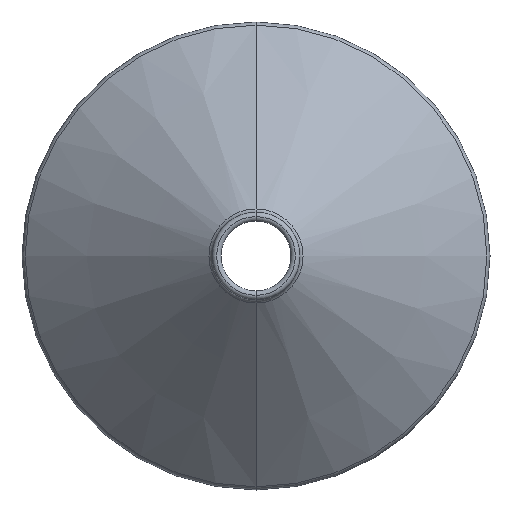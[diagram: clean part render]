
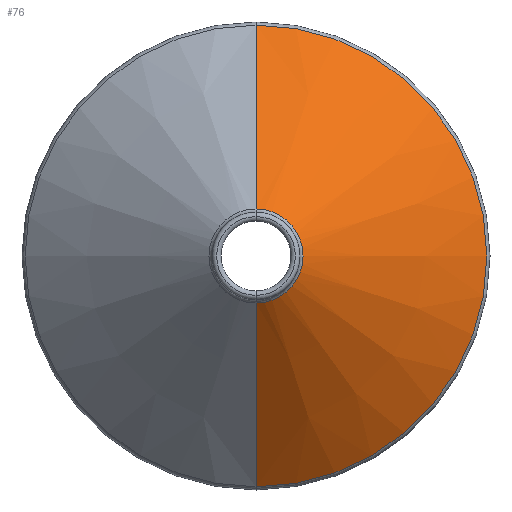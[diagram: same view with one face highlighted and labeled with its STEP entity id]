
A CAD part, front view. The second image highlights one B-rep face of the part: STEP entity #76.
In plain terms, the highlighted conical face has half-angle 49.567 degrees and reference radius 9.75 mm.
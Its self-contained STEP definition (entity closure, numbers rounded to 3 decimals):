
#13 = CIRCLE ( 'NONE', #532, 10.453 ) ;
#17 = CARTESIAN_POINT ( 'NONE',  ( 0., 24., 0. ) ) ;
#28 = VERTEX_POINT ( 'NONE', #355 ) ;
#66 = CARTESIAN_POINT ( 'NONE',  ( 0., 59.401, 0. ) ) ;
#76 = ADVANCED_FACE ( 'NONE', ( #473 ), #299, .T. ) ;
#90 = CARTESIAN_POINT ( 'NONE',  ( 0., 24.599, 0. ) ) ;
#92 = AXIS2_PLACEMENT_3D ( 'NONE', #66, #409, #530 ) ;
#96 = LINE ( 'NONE', #160, #695 ) ;
#103 = CARTESIAN_POINT ( 'NONE',  ( 0., 24., 9.75 ) ) ;
#120 = ORIENTED_EDGE ( 'NONE', *, *, #605, .F. ) ;
#131 = EDGE_CURVE ( 'NONE', #416, #28, #186, .T. ) ;
#160 = CARTESIAN_POINT ( 'NONE',  ( 0., 24., -9.75 ) ) ;
#164 = ORIENTED_EDGE ( 'NONE', *, *, #131, .T. ) ;
#186 = CIRCLE ( 'NONE', #92, 51.297 ) ;
#195 = DIRECTION ( 'NONE',  ( 0., 1., 0. ) ) ;
#239 = CARTESIAN_POINT ( 'NONE',  ( 0., 24.599, -10.453 ) ) ;
#266 = DIRECTION ( 'NONE',  ( 0., 0., 1. ) ) ;
#299 = CONICAL_SURFACE ( 'NONE', #504, 9.75, 0.865 ) ;
#355 = CARTESIAN_POINT ( 'NONE',  ( 0., 59.401, 51.297 ) ) ;
#383 = DIRECTION ( 'NONE',  ( 0., 1., 0. ) ) ;
#409 = DIRECTION ( 'NONE',  ( 0., -1., 0. ) ) ;
#416 = VERTEX_POINT ( 'NONE', #551 ) ;
#461 = DIRECTION ( 'NONE',  ( 0., 0.649, -0.761 ) ) ;
#473 = FACE_OUTER_BOUND ( 'NONE', #581, .T. ) ;
#486 = EDGE_CURVE ( 'NONE', #640, #760, #13, .T. ) ;
#504 = AXIS2_PLACEMENT_3D ( 'NONE', #17, #195, #618 ) ;
#530 = DIRECTION ( 'NONE',  ( 0., 0., -1. ) ) ;
#532 = AXIS2_PLACEMENT_3D ( 'NONE', #90, #383, #266 ) ;
#537 = EDGE_CURVE ( 'NONE', #760, #416, #96, .T. ) ;
#551 = CARTESIAN_POINT ( 'NONE',  ( 0., 59.401, -51.297 ) ) ;
#557 = ORIENTED_EDGE ( 'NONE', *, *, #486, .T. ) ;
#569 = VECTOR ( 'NONE', #761, 1000. ) ;
#581 = EDGE_LOOP ( 'NONE', ( #557, #660, #164, #120 ) ) ;
#605 = EDGE_CURVE ( 'NONE', #640, #28, #731, .T. ) ;
#618 = DIRECTION ( 'NONE',  ( 0., 0., 1. ) ) ;
#640 = VERTEX_POINT ( 'NONE', #757 ) ;
#660 = ORIENTED_EDGE ( 'NONE', *, *, #537, .T. ) ;
#695 = VECTOR ( 'NONE', #461, 1000. ) ;
#731 = LINE ( 'NONE', #103, #569 ) ;
#757 = CARTESIAN_POINT ( 'NONE',  ( 0., 24.599, 10.453 ) ) ;
#760 = VERTEX_POINT ( 'NONE', #239 ) ;
#761 = DIRECTION ( 'NONE',  ( 0., 0.649, 0.761 ) ) ;
